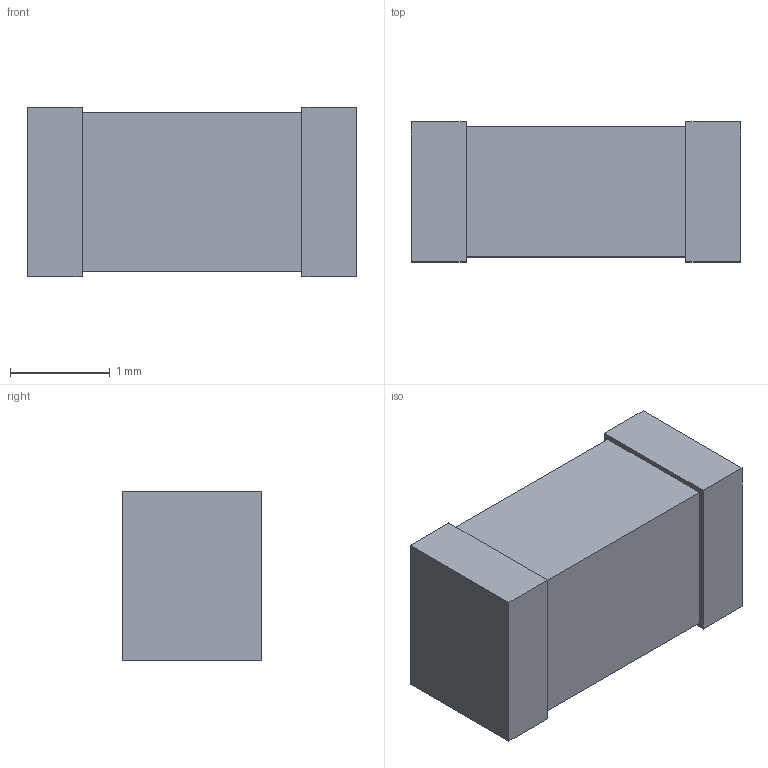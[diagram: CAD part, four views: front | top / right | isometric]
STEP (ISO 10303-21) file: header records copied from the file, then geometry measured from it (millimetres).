
FILE_DESCRIPTION (( 'STEP AP214' ), '1' );
FILE_NAME ('User Library-2450AT18A100E.STEP', '2019-11-06T14:29:57', ( '' ), ( '' ), 'SwSTEP 2.0', 'SolidWorks 2019', '' );
FILE_SCHEMA (( 'AUTOMOTIVE_DESIGN' ));
Length unit declared in the file: millimetre
Products named in the file (1): User Library-2450AT18A100E
Bounding box: 3.3 x 1.4 x 1.7 mm (x, y, z)
Volume: 7.2 mm3; surface area: 25 mm2
Topology: 1 solids, 1 shells, 21 faces, 48 edges, 32 vertices
Faces by surface type: plane 21
Entity records: 847 total; most frequent: CARTESIAN_POINT 102, ORIENTED_EDGE 96, DIRECTION 92, LINE 48, EDGE_CURVE 48, VECTOR 48, VERTEX_POINT 32, UNCERTAINTY_MEASURE_WITH_UNIT 24
